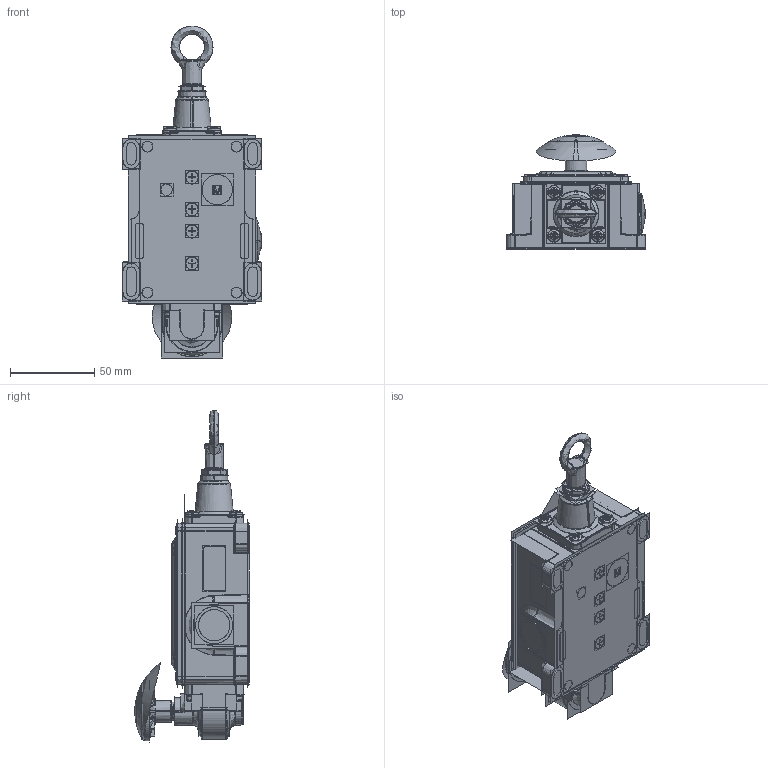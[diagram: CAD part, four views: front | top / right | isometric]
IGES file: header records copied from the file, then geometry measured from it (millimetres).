
Start section:  PTC IGES file: 192587.igs
Global section: file name: 192587.igs; native system: Creo Parametric by Parametric Technology Corporation; preprocessor: 2013230; author: pdmadmin; organization: Unknown; date: 20160127.153355; units: millimetre
Bounding box: 82.53 x 67.77 x 196.69 mm (x, y, z)
Volume: 140503.6 mm3; surface area: 376816.1 mm2
Topology: 10 solids, 11 shells, 3676 faces, 17966 edges, 22204 vertices
Faces by surface type: bspline 1886, revolution 1790
